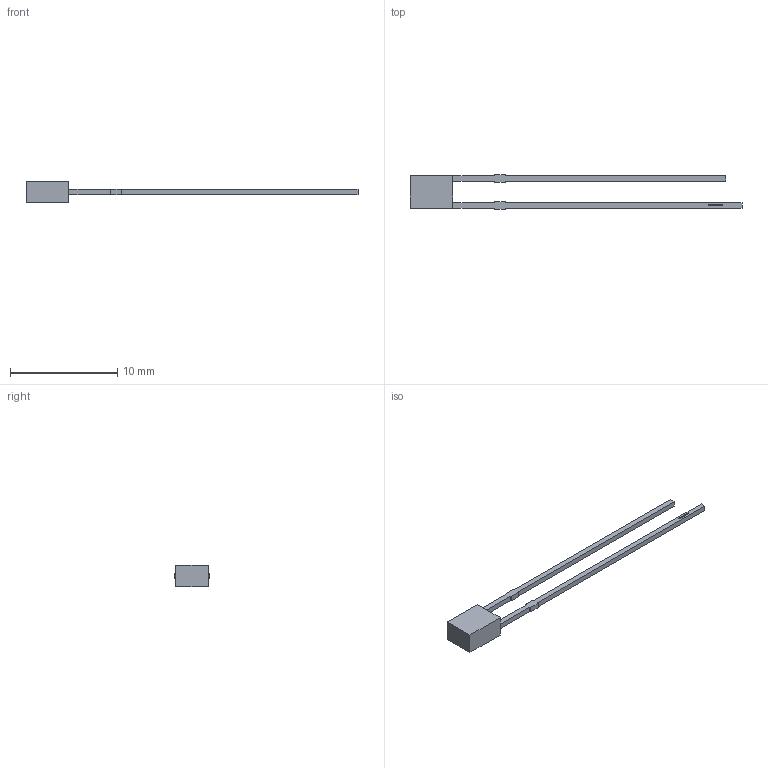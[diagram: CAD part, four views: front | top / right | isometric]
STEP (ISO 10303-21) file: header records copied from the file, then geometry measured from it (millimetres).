
FILE_DESCRIPTION (( 'STEP AP214' ), '1' );
FILE_NAME ('914.STEP', '2008-08-27T22:08:20', ( '' ), ( '' ), 'SwSTEP 2.0', 'SolidWorks 2008', '' );
FILE_SCHEMA (( 'AUTOMOTIVE_DESIGN' ));
Length unit declared in the file: millimetre
Products named in the file (1): 914
Bounding box: 31 x 3.24 x 2 mm (x, y, z)
Volume: 37.3 mm3; surface area: 158.3 mm2
Topology: 1 solids, 1 shells, 317 faces, 857 edges, 570 vertices
Faces by surface type: plane 201, bspline 116
Entity records: 18825 total; most frequent: CARTESIAN_POINT 8133, ORIENTED_EDGE 1714, DIRECTION 1029, EDGE_CURVE 857, VECTOR 625, LINE 625, VERTEX_POINT 570, EDGE_LOOP 345
